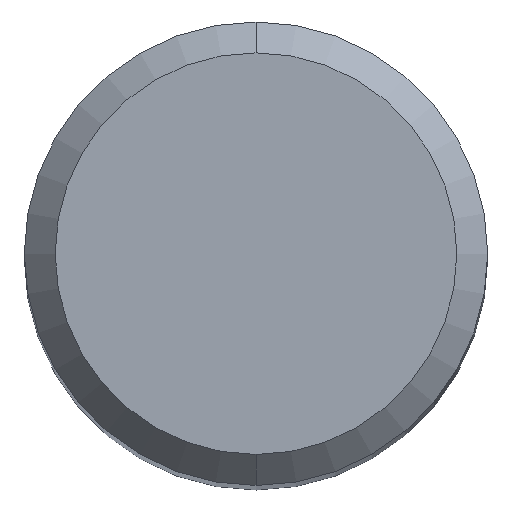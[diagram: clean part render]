
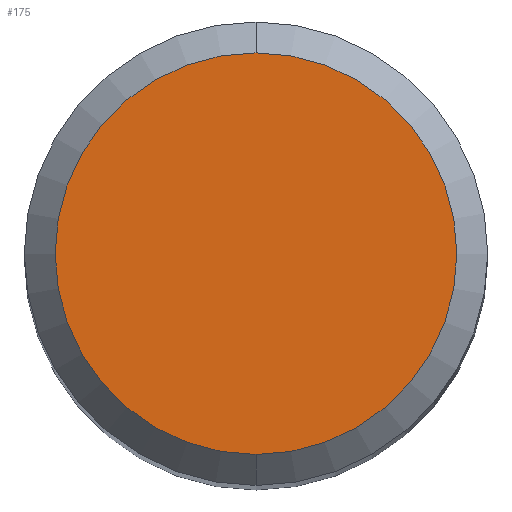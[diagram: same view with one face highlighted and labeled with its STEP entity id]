
A CAD part, top view. The second image highlights one B-rep face of the part: STEP entity #175.
In plain terms, the highlighted planar face has unit normal (0, 0, 1).
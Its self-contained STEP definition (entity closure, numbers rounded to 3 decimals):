
#105=EDGE_CURVE('',#189,#135,#256,.T.);
#135=VERTEX_POINT('',#289);
#175=ADVANCED_FACE('',(#335),#336,.T.);
#189=VERTEX_POINT('',#352);
#193=EDGE_CURVE('',#135,#189,#357,.T.);
#256=CIRCLE('',#419,2.6);
#289=CARTESIAN_POINT('',(0.,-2.6,0.0));
#335=FACE_OUTER_BOUND('',#523,.T.);
#336=PLANE('',#524);
#352=CARTESIAN_POINT('',(0.0,2.6,0.0));
#357=CIRCLE('',#550,2.6);
#419=AXIS2_PLACEMENT_3D('',#607,#608,#609);
#523=EDGE_LOOP('',(#714,#715));
#524=AXIS2_PLACEMENT_3D('',#716,#717,#718);
#550=AXIS2_PLACEMENT_3D('',#750,#751,#752);
#607=CARTESIAN_POINT('',(0.0,0.0,0.0));
#608=DIRECTION('',(0.0,0.0,-1.0));
#609=DIRECTION('',(0.0,1.0,0.0));
#714=ORIENTED_EDGE('',*,*,#105,.F.);
#715=ORIENTED_EDGE('',*,*,#193,.F.);
#716=CARTESIAN_POINT('',(0.0,1.3,0.0));
#717=DIRECTION('',(-0.0,0.0,1.0));
#718=DIRECTION('',(0.0,-1.0,0.0));
#750=CARTESIAN_POINT('',(0.0,0.0,0.0));
#751=DIRECTION('',(0.0,0.0,-1.0));
#752=DIRECTION('',(0.0,1.0,0.0));
